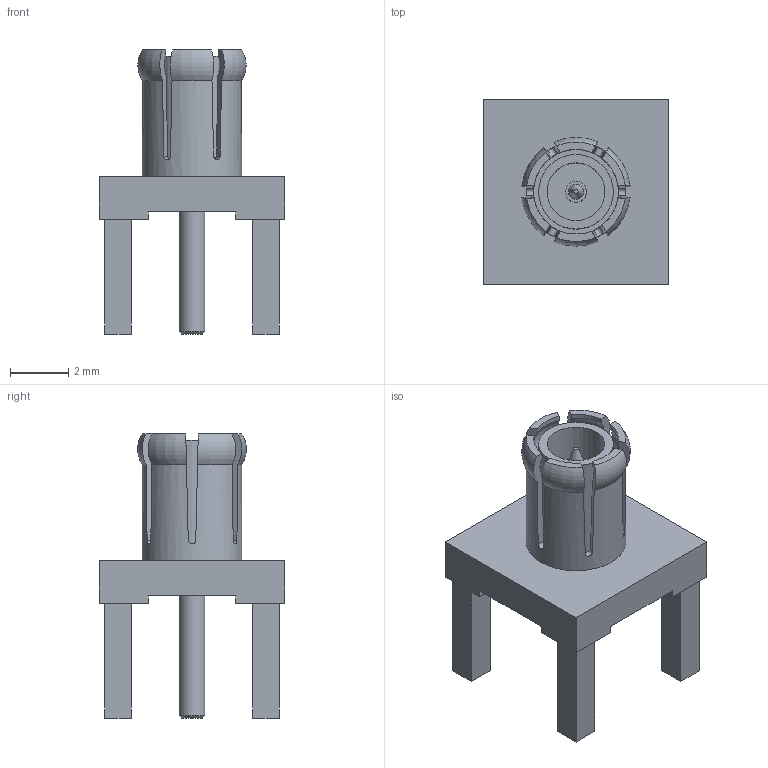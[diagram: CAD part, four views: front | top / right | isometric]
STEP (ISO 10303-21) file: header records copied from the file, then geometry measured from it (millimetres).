
FILE_DESCRIPTION (( 'STEP AP203' ), '1' );
FILE_NAME ('PE4559_3D.step', '2022-01-05T20:28:11', ( '' ), ( '' ), 'SwSTEP 2.0', 'SolidWorks 2021', '' );
FILE_SCHEMA (( 'CONFIG_CONTROL_DESIGN' ));
Length unit declared in the file: inch
Products named in the file (1): PE4559_3D
Bounding box: 6.35 x 6.35 x 9.75 mm (x, y, z)
Volume: 86 mm3; surface area: 338 mm2
Topology: 1 solids, 1 shells, 99 faces, 256 edges, 170 vertices
Faces by surface type: plane 64, cylinder 21, torus 12, cone 2
Full cylindrical faces by diameter (mm): 0.515 x1, 0.723 x1, 0.889 x1, 1.982 x1, 2.561 x1, 2.912 x1, 3.42 x1, 3.81 x1
Entity records: 3268 total; most frequent: CARTESIAN_POINT 957, ORIENTED_EDGE 486, DIRECTION 417, EDGE_CURVE 243, VERTEX_POINT 167, AXIS2_PLACEMENT_3D 147, LINE 123, VECTOR 123
